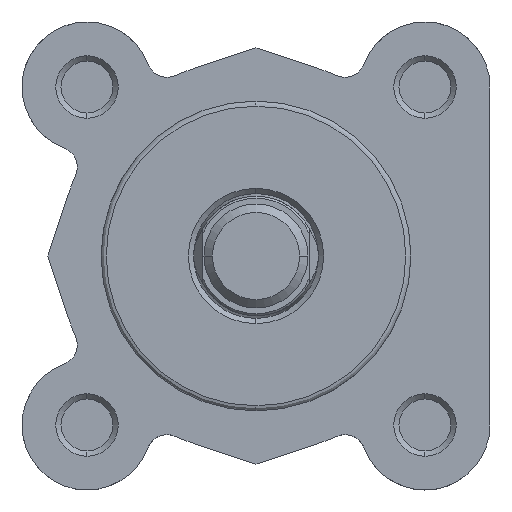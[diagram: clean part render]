
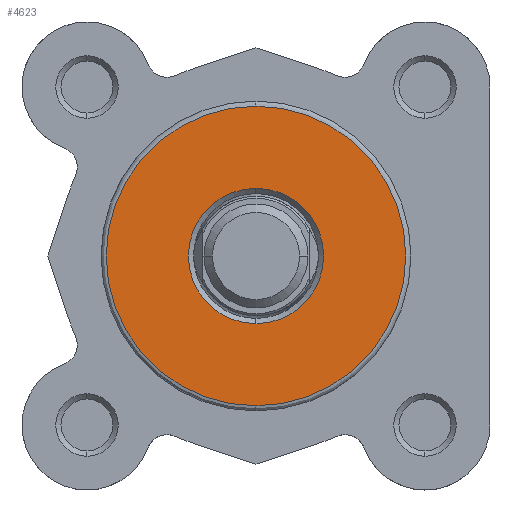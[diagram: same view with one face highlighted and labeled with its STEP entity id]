
A CAD part, left-side view. The second image highlights one B-rep face of the part: STEP entity #4623.
In plain terms, the highlighted planar face has unit normal (-1, 0, 0).
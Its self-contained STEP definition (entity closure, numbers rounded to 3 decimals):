
#441 = EDGE_LOOP ( 'NONE', ( #1467, #1466 ) ) ;
#479 = EDGE_LOOP ( 'NONE', ( #1469, #1468 ) ) ;
#887 = FACE_BOUND ( 'NONE', #479, .T. ) ;
#899 = FACE_OUTER_BOUND ( 'NONE', #441, .T. ) ;
#1466 = ORIENTED_EDGE ( 'NONE', *, *, #4914, .T. ) ;
#1467 = ORIENTED_EDGE ( 'NONE', *, *, #4805, .T. ) ;
#1468 = ORIENTED_EDGE ( 'NONE', *, *, #4917, .T. ) ;
#1469 = ORIENTED_EDGE ( 'NONE', *, *, #4801, .T. ) ;
#1634 = VERTEX_POINT ( 'NONE', #2607 ) ;
#2239 = VERTEX_POINT ( 'NONE', #2871 ) ;
#2253 = VERTEX_POINT ( 'NONE', #2885 ) ;
#2265 = VERTEX_POINT ( 'NONE', #2897 ) ;
#2607 = CARTESIAN_POINT ( 'NONE',  ( 0., 0., -6.5 ) ) ;
#2871 = CARTESIAN_POINT ( 'NONE',  ( 0., 0., -14.4 ) ) ;
#2885 = CARTESIAN_POINT ( 'NONE',  ( 0., 0., 6.5 ) ) ;
#2897 = CARTESIAN_POINT ( 'NONE',  ( 0., 0., 14.4 ) ) ;
#3323 = CARTESIAN_POINT ( 'NONE',  ( 0., -6., 0. ) ) ;
#3324 = PLANE ( 'NONE',  #5198 ) ;
#3325 = DIRECTION ( 'NONE',  ( -1., 0., 0. ) ) ;
#3326 = DIRECTION ( 'NONE',  ( 0., 0., 1. ) ) ;
#3690 = CIRCLE ( 'NONE', #5345, 6.5 ) ;
#3696 = CIRCLE ( 'NONE', #5347, 14.4 ) ;
#3844 = CIRCLE ( 'NONE', #5414, 14.4 ) ;
#3847 = CIRCLE ( 'NONE', #5417, 6.5 ) ;
#4623 = ADVANCED_FACE ( 'NONE', ( #887, #899 ), #3324, .T. ) ;
#4801 = EDGE_CURVE ( 'NONE', #2253, #1634, #3690, .T. ) ;
#4805 = EDGE_CURVE ( 'NONE', #2265, #2239, #3696, .T. ) ;
#4914 = EDGE_CURVE ( 'NONE', #2239, #2265, #3844, .T. ) ;
#4917 = EDGE_CURVE ( 'NONE', #1634, #2253, #3847, .T. ) ;
#5198 = AXIS2_PLACEMENT_3D ( 'NONE', #3323, #3325, #3326 ) ;
#5345 = AXIS2_PLACEMENT_3D ( 'NONE', #5891, #5892, #5893 ) ;
#5347 = AXIS2_PLACEMENT_3D ( 'NONE', #5901, #5902, #5903 ) ;
#5414 = AXIS2_PLACEMENT_3D ( 'NONE', #6180, #6187, #6188 ) ;
#5417 = AXIS2_PLACEMENT_3D ( 'NONE', #6189, #6196, #6197 ) ;
#5891 = CARTESIAN_POINT ( 'NONE',  ( 0., 0., 0. ) ) ;
#5892 = DIRECTION ( 'NONE',  ( 1., 0., 0. ) ) ;
#5893 = DIRECTION ( 'NONE',  ( 0., 0., 1. ) ) ;
#5901 = CARTESIAN_POINT ( 'NONE',  ( 0., 0., 0. ) ) ;
#5902 = DIRECTION ( 'NONE',  ( -1., 0., 0. ) ) ;
#5903 = DIRECTION ( 'NONE',  ( 0., 0., 1. ) ) ;
#6180 = CARTESIAN_POINT ( 'NONE',  ( 0., 0., 0. ) ) ;
#6187 = DIRECTION ( 'NONE',  ( -1., 0., 0. ) ) ;
#6188 = DIRECTION ( 'NONE',  ( 0., 0., 1. ) ) ;
#6189 = CARTESIAN_POINT ( 'NONE',  ( 0., 0., 0. ) ) ;
#6196 = DIRECTION ( 'NONE',  ( 1., 0., 0. ) ) ;
#6197 = DIRECTION ( 'NONE',  ( 0., 0., 1. ) ) ;
